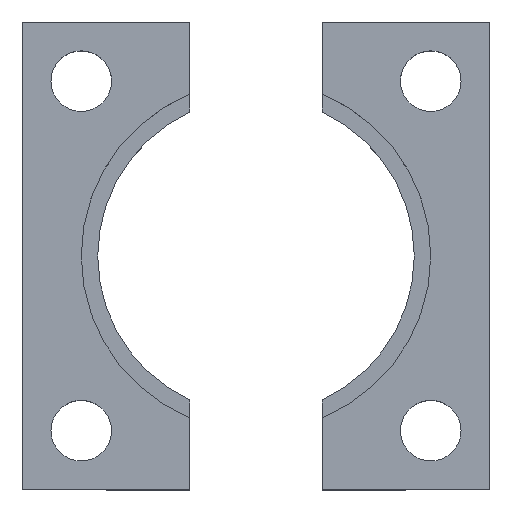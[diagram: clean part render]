
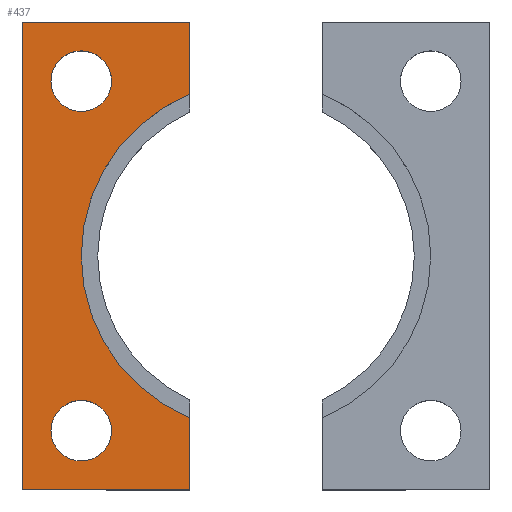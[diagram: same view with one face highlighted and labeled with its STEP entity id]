
A CAD part, top view. The second image highlights one B-rep face of the part: STEP entity #437.
In plain terms, the highlighted planar face has unit normal (0, 0, 1).
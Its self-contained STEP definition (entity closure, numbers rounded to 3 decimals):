
#7 = DIRECTION ( 'NONE',  ( 1., 0., 0. ) ) ;
#36 = CARTESIAN_POINT ( 'NONE',  ( -26.25, -31.75, 12. ) ) ;
#42 = CARTESIAN_POINT ( 'NONE',  ( -12., 29.395, 12. ) ) ;
#49 = CARTESIAN_POINT ( 'NONE',  ( -37.25, -31.75, 12. ) ) ;
#73 = AXIS2_PLACEMENT_3D ( 'NONE', #272, #522, #494 ) ;
#80 = ORIENTED_EDGE ( 'NONE', *, *, #554, .F. ) ;
#94 = DIRECTION ( 'NONE',  ( 0., 0., 1. ) ) ;
#104 = ORIENTED_EDGE ( 'NONE', *, *, #569, .F. ) ;
#106 = VERTEX_POINT ( 'NONE', #447 ) ;
#108 = CIRCLE ( 'NONE', #303, 5.5 ) ;
#112 = VERTEX_POINT ( 'NONE', #187 ) ;
#118 = PLANE ( 'NONE',  #266 ) ;
#121 = CIRCLE ( 'NONE', #1011, 5.5 ) ;
#124 = DIRECTION ( 'NONE',  ( 1., 0., 0. ) ) ;
#159 = VECTOR ( 'NONE', #550, 1000. ) ;
#166 = DIRECTION ( 'NONE',  ( 0., -1., 0. ) ) ;
#183 = CARTESIAN_POINT ( 'NONE',  ( -31.75, 31.75, 12. ) ) ;
#186 = LINE ( 'NONE', #704, #159 ) ;
#187 = CARTESIAN_POINT ( 'NONE',  ( -12., -29.395, 12. ) ) ;
#201 = CIRCLE ( 'NONE', #434, 31.75 ) ;
#217 = FACE_BOUND ( 'NONE', #856, .T. ) ;
#254 = DIRECTION ( 'NONE',  ( 1., 0., 0. ) ) ;
#257 = LINE ( 'NONE', #506, #859 ) ;
#266 = AXIS2_PLACEMENT_3D ( 'NONE', #891, #828, #124 ) ;
#272 = CARTESIAN_POINT ( 'NONE',  ( -31.75, 31.75, 12. ) ) ;
#303 = AXIS2_PLACEMENT_3D ( 'NONE', #183, #556, #7 ) ;
#327 = EDGE_CURVE ( 'NONE', #465, #795, #872, .T. ) ;
#333 = LINE ( 'NONE', #541, #941 ) ;
#338 = VERTEX_POINT ( 'NONE', #978 ) ;
#346 = VECTOR ( 'NONE', #166, 1000. ) ;
#354 = CARTESIAN_POINT ( 'NONE',  ( -42.5, -42.5, 12. ) ) ;
#365 = EDGE_LOOP ( 'NONE', ( #426, #688, #579, #430, #616, #1013 ) ) ;
#375 = VERTEX_POINT ( 'NONE', #354 ) ;
#384 = CARTESIAN_POINT ( 'NONE',  ( 0., 0., 12. ) ) ;
#407 = VERTEX_POINT ( 'NONE', #595 ) ;
#417 = VERTEX_POINT ( 'NONE', #584 ) ;
#424 = CARTESIAN_POINT ( 'NONE',  ( -31.75, -31.75, 12. ) ) ;
#426 = ORIENTED_EDGE ( 'NONE', *, *, #624, .F. ) ;
#429 = LINE ( 'NONE', #805, #574 ) ;
#430 = ORIENTED_EDGE ( 'NONE', *, *, #734, .T. ) ;
#434 = AXIS2_PLACEMENT_3D ( 'NONE', #384, #793, #952 ) ;
#437 = ADVANCED_FACE ( 'NONE', ( #1025, #217, #581 ), #118, .T. ) ;
#440 = VERTEX_POINT ( 'NONE', #42 ) ;
#441 = CARTESIAN_POINT ( 'NONE',  ( -37.25, 31.75, 12. ) ) ;
#447 = CARTESIAN_POINT ( 'NONE',  ( -26.25, 31.75, 12. ) ) ;
#465 = VERTEX_POINT ( 'NONE', #36 ) ;
#483 = CIRCLE ( 'NONE', #73, 5.5 ) ;
#484 = VERTEX_POINT ( 'NONE', #441 ) ;
#494 = DIRECTION ( 'NONE',  ( 1., 0., 0. ) ) ;
#499 = DIRECTION ( 'NONE',  ( 1., 0., 0. ) ) ;
#506 = CARTESIAN_POINT ( 'NONE',  ( -12., 42.5, 12. ) ) ;
#522 = DIRECTION ( 'NONE',  ( 0., 0., 1. ) ) ;
#536 = DIRECTION ( 'NONE',  ( 1., 0., 0. ) ) ;
#541 = CARTESIAN_POINT ( 'NONE',  ( -12., -42.5, 12. ) ) ;
#550 = DIRECTION ( 'NONE',  ( 0., 1., 0. ) ) ;
#554 = EDGE_CURVE ( 'NONE', #795, #465, #121, .T. ) ;
#556 = DIRECTION ( 'NONE',  ( 0., 0., 1. ) ) ;
#568 = LINE ( 'NONE', #925, #346 ) ;
#569 = EDGE_CURVE ( 'NONE', #106, #484, #483, .T. ) ;
#574 = VECTOR ( 'NONE', #254, 1000. ) ;
#579 = ORIENTED_EDGE ( 'NONE', *, *, #602, .T. ) ;
#581 = FACE_BOUND ( 'NONE', #592, .T. ) ;
#584 = CARTESIAN_POINT ( 'NONE',  ( -12., -42.5, 12. ) ) ;
#590 = DIRECTION ( 'NONE',  ( -1., 0., 0. ) ) ;
#592 = EDGE_LOOP ( 'NONE', ( #80, #979 ) ) ;
#595 = CARTESIAN_POINT ( 'NONE',  ( -12., 42.5, 12. ) ) ;
#602 = EDGE_CURVE ( 'NONE', #407, #338, #257, .T. ) ;
#616 = ORIENTED_EDGE ( 'NONE', *, *, #639, .T. ) ;
#624 = EDGE_CURVE ( 'NONE', #440, #112, #201, .T. ) ;
#639 = EDGE_CURVE ( 'NONE', #375, #417, #429, .T. ) ;
#645 = EDGE_CURVE ( 'NONE', #440, #407, #186, .T. ) ;
#657 = EDGE_CURVE ( 'NONE', #417, #112, #333, .T. ) ;
#671 = EDGE_CURVE ( 'NONE', #484, #106, #108, .T. ) ;
#688 = ORIENTED_EDGE ( 'NONE', *, *, #645, .T. ) ;
#704 = CARTESIAN_POINT ( 'NONE',  ( -12., 26.126, 12. ) ) ;
#727 = ORIENTED_EDGE ( 'NONE', *, *, #671, .F. ) ;
#734 = EDGE_CURVE ( 'NONE', #338, #375, #568, .T. ) ;
#793 = DIRECTION ( 'NONE',  ( 0., 0., 1. ) ) ;
#795 = VERTEX_POINT ( 'NONE', #49 ) ;
#805 = CARTESIAN_POINT ( 'NONE',  ( -12., -42.5, 12. ) ) ;
#828 = DIRECTION ( 'NONE',  ( 0., 0., 1. ) ) ;
#856 = EDGE_LOOP ( 'NONE', ( #727, #104 ) ) ;
#859 = VECTOR ( 'NONE', #590, 1000. ) ;
#870 = DIRECTION ( 'NONE',  ( 0., 1., 0. ) ) ;
#872 = CIRCLE ( 'NONE', #958, 5.5 ) ;
#891 = CARTESIAN_POINT ( 'NONE',  ( 0., 0., 12. ) ) ;
#925 = CARTESIAN_POINT ( 'NONE',  ( -42.5, -42.5, 12. ) ) ;
#941 = VECTOR ( 'NONE', #870, 1000. ) ;
#952 = DIRECTION ( 'NONE',  ( 1., 0., 0. ) ) ;
#958 = AXIS2_PLACEMENT_3D ( 'NONE', #424, #94, #499 ) ;
#978 = CARTESIAN_POINT ( 'NONE',  ( -42.5, 42.5, 12. ) ) ;
#979 = ORIENTED_EDGE ( 'NONE', *, *, #327, .F. ) ;
#991 = DIRECTION ( 'NONE',  ( 0., 0., 1. ) ) ;
#1010 = CARTESIAN_POINT ( 'NONE',  ( -31.75, -31.75, 12. ) ) ;
#1011 = AXIS2_PLACEMENT_3D ( 'NONE', #1010, #991, #536 ) ;
#1013 = ORIENTED_EDGE ( 'NONE', *, *, #657, .T. ) ;
#1025 = FACE_OUTER_BOUND ( 'NONE', #365, .T. ) ;
